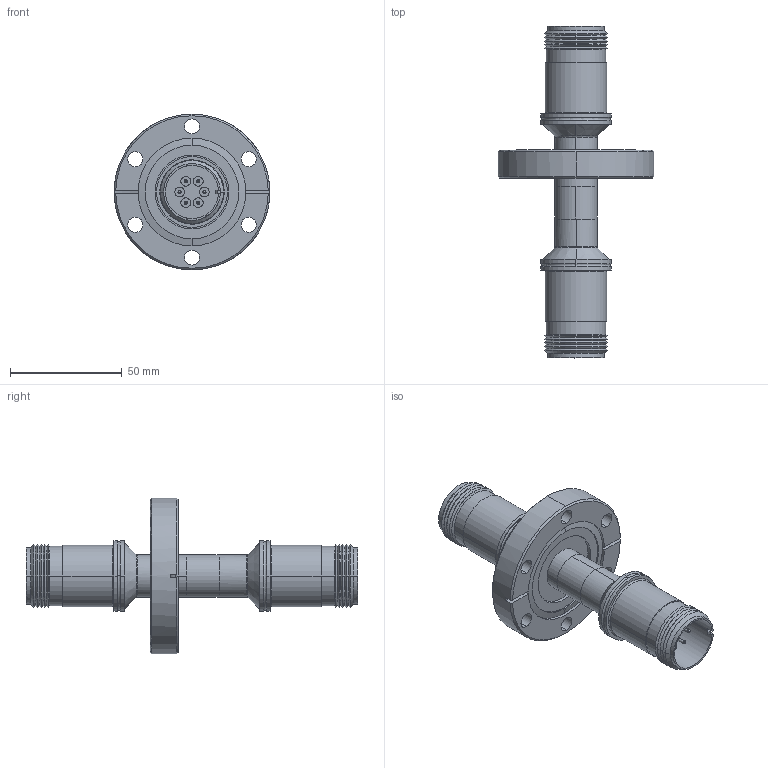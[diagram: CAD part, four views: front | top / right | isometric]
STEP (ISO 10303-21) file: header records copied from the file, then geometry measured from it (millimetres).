
FILE_DESCRIPTION (( 'STEP AP203' ), '1' );
FILE_NAME ('A1834-1-CF.STEP', '2013-03-18T17:50:30', ( '' ), ( '' ), 'SwSTEP 2.0', 'SolidWorks 2012', '' );
FILE_SCHEMA (( 'CONFIG_CONTROL_DESIGN' ));
Length unit declared in the file: inch
Products named in the file (1): A1834-1-CF
Bounding box: 69.85 x 148.72 x 69.85 mm (x, y, z)
Volume: 58675.9 mm3; surface area: 48502 mm2
Topology: 1 solids, 8 shells, 490 faces, 1144 edges, 723 vertices
Faces by surface type: cylinder 243, plane 111, cone 82, bspline 54
Entity records: 15283 total; most frequent: CARTESIAN_POINT 3680, DIRECTION 2647, ORIENTED_EDGE 2240, AXIS2_PLACEMENT_3D 1138, EDGE_CURVE 1120, VERTEX_POINT 723, CIRCLE 701, EDGE_LOOP 623
